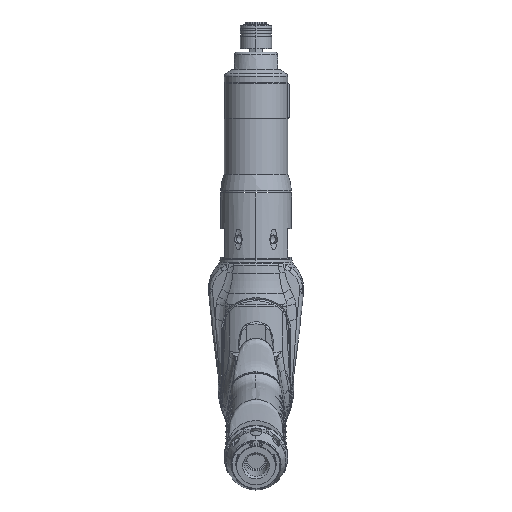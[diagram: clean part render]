
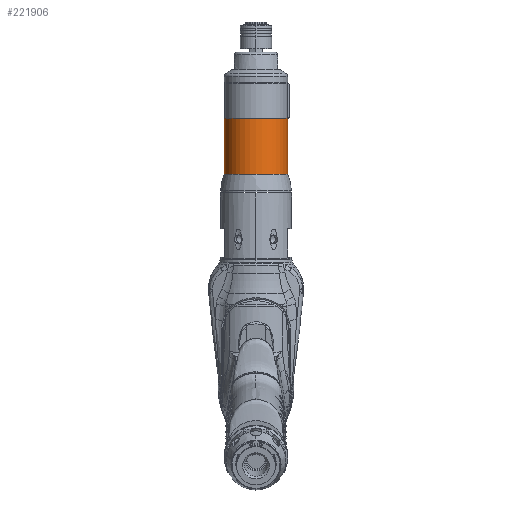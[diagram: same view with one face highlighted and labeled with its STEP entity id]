
A CAD part, front view. The second image highlights one B-rep face of the part: STEP entity #221906.
In plain terms, the highlighted cylindrical face has radius 16.05 mm (diameter 32.1 mm), a partial arc.
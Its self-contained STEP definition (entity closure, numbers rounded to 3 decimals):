
#221426=DIRECTION('',(0.,0.,1.));
#221427=VECTOR('',#221426,28.318);
#221428=CARTESIAN_POINT('',(16.05,0.,116.582));
#221429=LINE('',#221428,#221427);
#221430=CARTESIAN_POINT('',(0.,0.,116.582));
#221431=DIRECTION('',(0.,0.,-1.));
#221432=DIRECTION('',(1.,0.,0.));
#221433=AXIS2_PLACEMENT_3D('',#221430,#221431,#221432);
#221435=DIRECTION('',(0.,0.,1.));
#221436=VECTOR('',#221435,28.318);
#221437=CARTESIAN_POINT('',(-16.05,0.,116.582));
#221438=LINE('',#221437,#221436);
#221439=CARTESIAN_POINT('',(0.,0.,144.9));
#221440=DIRECTION('',(0.,0.,1.));
#221441=DIRECTION('',(-1.,0.,0.));
#221442=AXIS2_PLACEMENT_3D('',#221439,#221440,#221441);
#221570=CARTESIAN_POINT('',(16.05,0.,116.582));
#221571=VERTEX_POINT('',#221570);
#221572=CARTESIAN_POINT('',(16.05,0.,144.9));
#221573=VERTEX_POINT('',#221572);
#221582=CARTESIAN_POINT('',(-16.05,0.,116.582));
#221583=VERTEX_POINT('',#221582);
#221584=CARTESIAN_POINT('',(-16.05,0.,144.9));
#221585=VERTEX_POINT('',#221584);
#221894=CARTESIAN_POINT('',(0.,0.,87.47));
#221895=DIRECTION('',(0.,0.,1.));
#221896=DIRECTION('',(1.,0.,0.));
#221897=AXIS2_PLACEMENT_3D('',#221894,#221895,#221896);
#221898=CYLINDRICAL_SURFACE('',#221897,16.05);
#221899=ORIENTED_EDGE('',*,*,#221690,.F.);
#221900=ORIENTED_EDGE('',*,*,#221882,.T.);
#221901=ORIENTED_EDGE('',*,*,#221694,.T.);
#221903=ORIENTED_EDGE('',*,*,#221902,.T.);
#221904=EDGE_LOOP('',(#221899,#221900,#221901,#221903));
#221905=FACE_OUTER_BOUND('',#221904,.F.);
#221906=ADVANCED_FACE('',(#221905),#221898,.T.);
#221434=CIRCLE('',#221433,16.05);
#221443=CIRCLE('',#221442,16.05);
#221690=EDGE_CURVE('',#221571,#221573,#221429,.T.);
#221694=EDGE_CURVE('',#221583,#221585,#221438,.T.);
#221882=EDGE_CURVE('',#221571,#221583,#221434,.T.);
#221902=EDGE_CURVE('',#221585,#221573,#221443,.T.);
